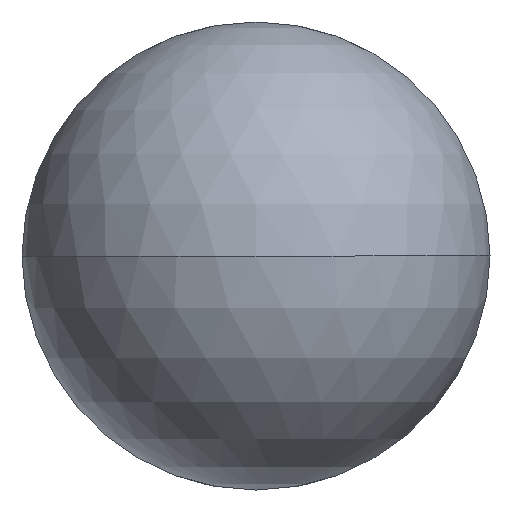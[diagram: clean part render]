
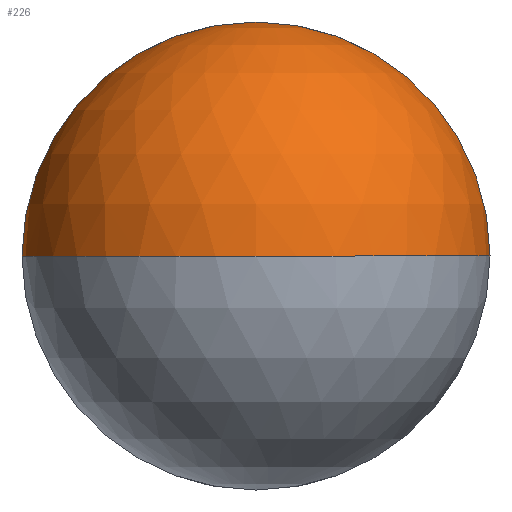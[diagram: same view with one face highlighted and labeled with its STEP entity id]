
A CAD part, front view. The second image highlights one B-rep face of the part: STEP entity #226.
In plain terms, the highlighted spherical face has radius 1.5 mm.
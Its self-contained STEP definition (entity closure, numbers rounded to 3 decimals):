
#149=CARTESIAN_POINT('POINT9',(-1.5,0.,
   0.));
#150=VERTEX_POINT('VERTEX9',#149);
#160=CARTESIAN_POINT('POINT11',(1.5,0.,
   0.));
#161=VERTEX_POINT('VERTEX11',#160);
#164=CARTESIAN_POINT('POINT12',(0.,-1.5,
   0.));
#165=VERTEX_POINT('VERTEX12',#164);
#166=CARTESIAN_POINT('POS19',(0.,0.,0.));
#167=DIRECTION('DIR31',(0.,0.,1.));
#168=DIRECTION('DIR32',(0.,-1.,
   0.));
#169=AXIS2_PLACEMENT_3D('AXIS13',#166,#167,#168);
#170=CIRCLE('ELLIPSE9',#169,1.5);
#171=EDGE_CURVE('EDGE16',#165,#161,#170,.T.);
#173=CARTESIAN_POINT('POS20',(0.,0.,0.));
#174=DIRECTION('DIR33',(0.,0.,-1.));
#175=DIRECTION('DIR34',(0.,-1.,
   0.));
#176=AXIS2_PLACEMENT_3D('AXIS14',#173,#174,#175);
#177=CIRCLE('ELLIPSE10',#176,1.5);
#178=EDGE_CURVE('EDGE17',#165,#150,#177,.T.);
#182=CARTESIAN_POINT('POS21',(0.,0.,0.));
#183=DIRECTION('DIR35',(0.,0.,1.));
#184=DIRECTION('DIR36',(1.,0.,0.));
#185=AXIS2_PLACEMENT_3D('AXIS15',#182,#183,#184);
#186=SPHERICAL_SURFACE('SPHERE_SURF1',#185,1.5);
#211=CARTESIAN_POINT('POINT13',(0.,0.,1.5));
#212=VERTEX_POINT('VERTEX13',#211);
#213=CARTESIAN_POINT('POS23',(0.,0.,0.));
#214=DIRECTION('DIR39',(0.,-1.,0.));
#215=DIRECTION('DIR40',(0.,0.,1.));
#216=AXIS2_PLACEMENT_3D('AXIS17',#213,#214,#215);
#217=CIRCLE('ELLIPSE12',#216,1.5);
#218=EDGE_CURVE('EDGE21',#161,#212,#217,.T.);
#219=ORIENTED_EDGE('COEDGE36',*,*,#218,.T.);
#220=EDGE_CURVE('EDGE22',#212,#150,#217,.T.);
#221=ORIENTED_EDGE('COEDGE37',*,*,#220,.T.);
#222=ORIENTED_EDGE('COEDGE38',*,*,#178,.F.);
#223=ORIENTED_EDGE('COEDGE39',*,*,#171,.T.);
#224=EDGE_LOOP('NONE',(#219,#221,#222,#223));
#225=FACE_BOUND('LOOP1',#224,.T.);
#226=ADVANCED_FACE('FACE10',(#225),#186,.T.);
